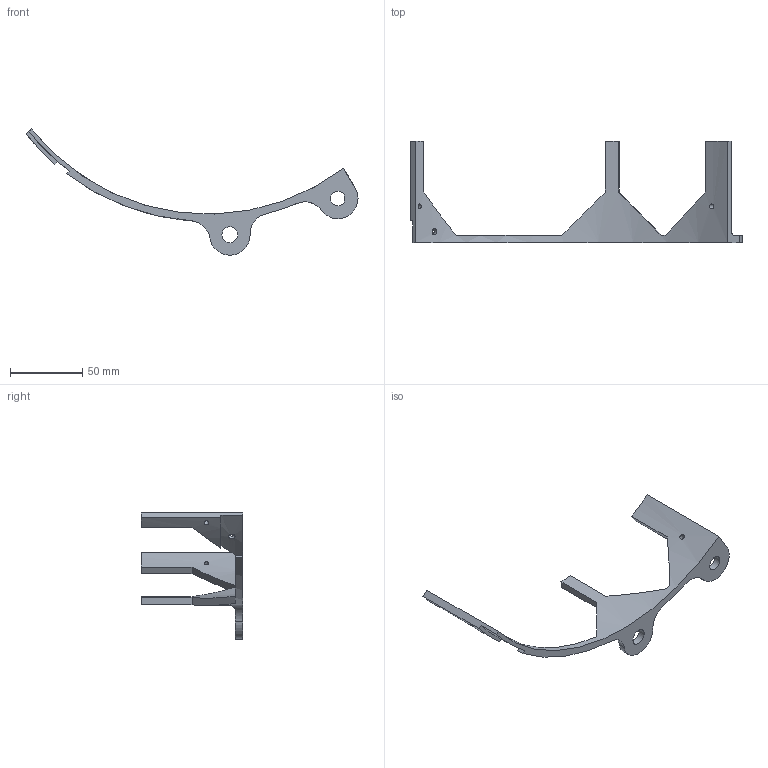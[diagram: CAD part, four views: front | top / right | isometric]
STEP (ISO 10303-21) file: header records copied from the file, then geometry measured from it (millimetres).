
FILE_DESCRIPTION(/* description */ (''),/* implementation_level */ '2;1');
FILE_NAME(/* name */ '',/* time_stamp */ '2026-01-13T06:47:29+03:00',/* author */ ('GameHD'),/* organization */ (''),/* preprocessor_version */ 'ST-DEVELOPER v20.1',/* originating_system */ 'Autodesk Inventor 2026',/* authorisation */ '');
FILE_SCHEMA (('AUTOMOTIVE_DESIGN { 1 0 10303 214 3 1 1 }'));
Length unit declared in the file: millimetre
Products named in the file (1): барабан для 
портфолио 2
Bounding box: 229.44 x 70 x 87.11 mm (x, y, z)
Volume: 31390.1 mm3; surface area: 17630.4 mm2
Topology: 1 solids, 1 shells, 36 faces, 107 edges, 73 vertices
Faces by surface type: plane 20, cylinder 14, torus 2
Full cylindrical faces by diameter (mm): 3.4 x2, 4.5 x1, 10 x1, 11 x1
Entity records: 1513 total; most frequent: CARTESIAN_POINT 465, ORIENTED_EDGE 214, DIRECTION 208, EDGE_CURVE 107, AXIS2_PLACEMENT_3D 80, VERTEX_POINT 73, LINE 48, VECTOR 48
